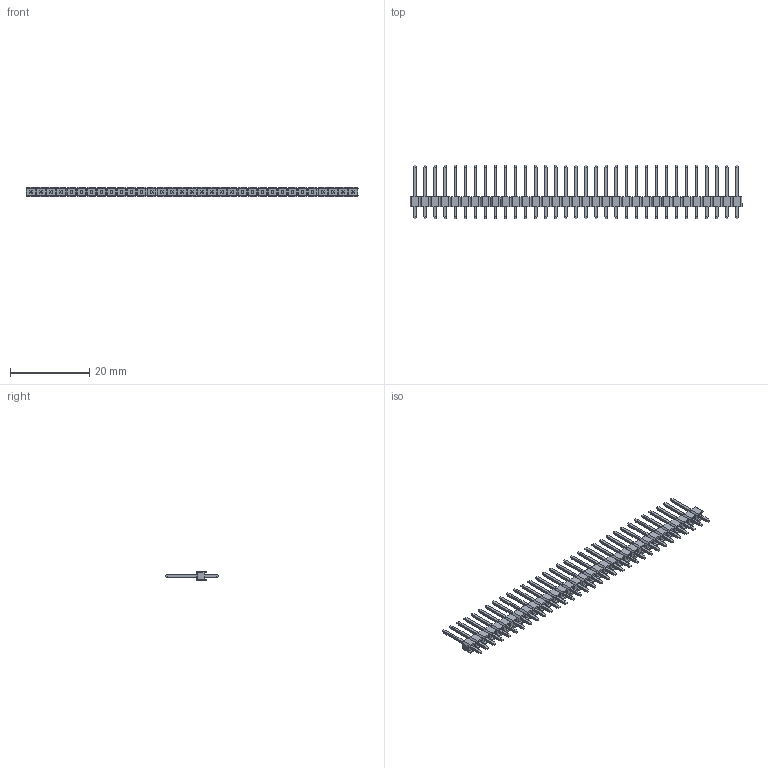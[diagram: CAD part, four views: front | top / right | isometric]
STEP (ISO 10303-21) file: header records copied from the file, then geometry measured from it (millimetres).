
FILE_DESCRIPTION (( 'STEP AP214' ), '1' );
FILE_NAME ('1x33 Male Pin Header.STEP', '2021-11-12T15:27:50', ( 'M.B.I.' ), ( '' ), 'SwSTEP 2.0', '', '' );
FILE_SCHEMA (( 'AUTOMOTIVE_DESIGN' ));
Length unit declared in the file: millimetre
Products named in the file (1): 1x33 Male Pin Header
Bounding box: 83.83 x 13.54 x 2.5 mm (x, y, z)
Volume: 575.5 mm3; surface area: 2280.7 mm2
Topology: 34 solids, 34 shells, 1262 faces, 3248 edges, 2054 vertices
Faces by surface type: plane 1262
Entity records: 37543 total; most frequent: CARTESIAN_POINT 6565, ORIENTED_EDGE 6496, DIRECTION 5774, EDGE_CURVE 3248, LINE 3248, VECTOR 3248, VERTEX_POINT 2054, EDGE_LOOP 1328
